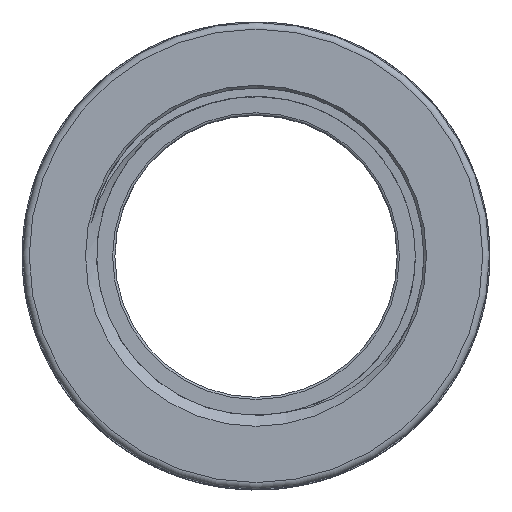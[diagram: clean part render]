
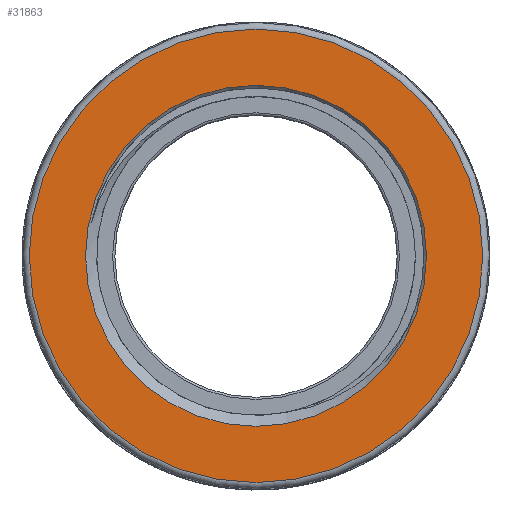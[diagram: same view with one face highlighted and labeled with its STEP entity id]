
A CAD part, top view. The second image highlights one B-rep face of the part: STEP entity #31863.
In plain terms, the highlighted planar face has unit normal (0, 0, 1).
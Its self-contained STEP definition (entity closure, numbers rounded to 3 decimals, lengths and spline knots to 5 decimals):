
#195=FACE_BOUND($,#3707,.T.);
#414=CIRCLE($,#35101,0.51);
#430=CIRCLE($,#35127,0.3835);
#1751=FACE_OUTER_BOUND($,#3706,.T.);
#3706=EDGE_LOOP($,(#22352));
#3707=EDGE_LOOP($,(#22353));
#11996=VERTEX_POINT($,#53509);
#12024=VERTEX_POINT($,#53673);
#15717=EDGE_CURVE($,#11996,#11996,#414,.T.);
#15747=EDGE_CURVE($,#12024,#12024,#430,.T.);
#22352=ORIENTED_EDGE($,*,*,#15717,.T.);
#22353=ORIENTED_EDGE($,*,*,#15747,.T.);
#28372=PLANE($,#35135);
#31863=ADVANCED_FACE($,(#1751,#195),#28372,.T.);
#35101=AXIS2_PLACEMENT_3D($,#53510,#42941,#42942);
#35127=AXIS2_PLACEMENT_3D($,#53674,#42993,#42994);
#35135=AXIS2_PLACEMENT_3D($,#53799,#43009,#43010);
#42941=DIRECTION('center_axis',(0.,0.,1.));
#42942=DIRECTION('ref_axis',(1.,0.,0.));
#42993=DIRECTION('center_axis',(0.,0.,-1.));
#42994=DIRECTION('ref_axis',(1.,0.,0.));
#43009=DIRECTION('center_axis',(0.,0.,1.));
#43010=DIRECTION('ref_axis',(1.,0.,0.));
#53509=CARTESIAN_POINT('',(0.51,0.,0.));
#53510=CARTESIAN_POINT('Origin',(0.,0.,0.));
#53673=CARTESIAN_POINT('',(0.3835,0.,0.));
#53674=CARTESIAN_POINT('Origin',(0.,0.,0.));
#53799=CARTESIAN_POINT('Origin',(0.,0.,0.));
